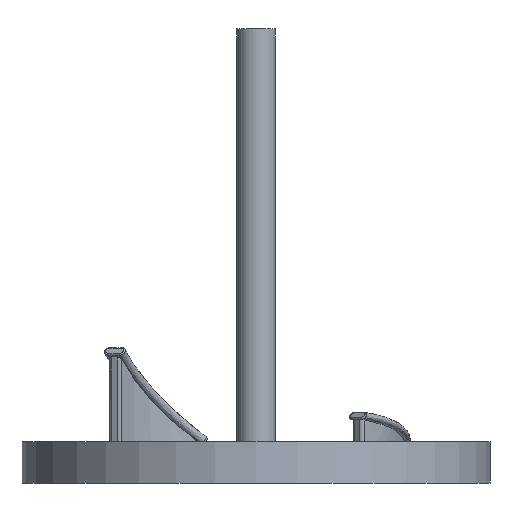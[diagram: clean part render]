
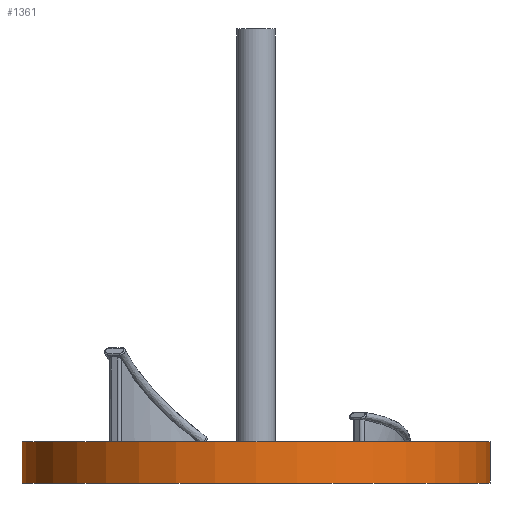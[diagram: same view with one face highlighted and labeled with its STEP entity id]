
A CAD part, front view. The second image highlights one B-rep face of the part: STEP entity #1361.
In plain terms, the highlighted cylindrical face has radius 18 mm (diameter 36 mm), a partial arc.
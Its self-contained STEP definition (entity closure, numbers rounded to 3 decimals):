
#46 = DIRECTION ( 'NONE',  ( 0., 0., 1. ) ) ;
#106 = DIRECTION ( 'NONE',  ( 1., 0., 0. ) ) ;
#111 = EDGE_CURVE ( 'NONE', #1747, #2078, #441, .T. ) ;
#210 = CARTESIAN_POINT ( 'NONE',  ( 18., 0., -3.175 ) ) ;
#359 = CIRCLE ( 'NONE', #1364, 18. ) ;
#424 = EDGE_CURVE ( 'NONE', #2078, #1234, #1261, .T. ) ;
#441 = LINE ( 'NONE', #450, #1677 ) ;
#450 = CARTESIAN_POINT ( 'NONE',  ( -18., 0., -3.175 ) ) ;
#563 = DIRECTION ( 'NONE',  ( 0., 0., 1. ) ) ;
#675 = DIRECTION ( 'NONE',  ( 1., 0., 0. ) ) ;
#682 = VECTOR ( 'NONE', #46, 1000. ) ;
#804 = CYLINDRICAL_SURFACE ( 'NONE', #2000, 18. ) ;
#846 = CARTESIAN_POINT ( 'NONE',  ( 18., 0., 0. ) ) ;
#950 = ORIENTED_EDGE ( 'NONE', *, *, #424, .F. ) ;
#1036 = EDGE_CURVE ( 'NONE', #1042, #1234, #1041, .T. ) ;
#1041 = LINE ( 'NONE', #210, #682 ) ;
#1042 = VERTEX_POINT ( 'NONE', #1714 ) ;
#1100 = DIRECTION ( 'NONE',  ( 0., 0., 1. ) ) ;
#1133 = DIRECTION ( 'NONE',  ( 0., 0., 1. ) ) ;
#1234 = VERTEX_POINT ( 'NONE', #846 ) ;
#1254 = ORIENTED_EDGE ( 'NONE', *, *, #111, .F. ) ;
#1256 = CARTESIAN_POINT ( 'NONE',  ( -18., 0., 0. ) ) ;
#1261 = CIRCLE ( 'NONE', #1996, 18. ) ;
#1304 = CARTESIAN_POINT ( 'NONE',  ( -18., 0., -3.175 ) ) ;
#1361 = ADVANCED_FACE ( 'NONE', ( #1913 ), #804, .T. ) ;
#1364 = AXIS2_PLACEMENT_3D ( 'NONE', #1802, #1989, #675 ) ;
#1386 = EDGE_LOOP ( 'NONE', ( #1254, #1676, #1418, #950 ) ) ;
#1418 = ORIENTED_EDGE ( 'NONE', *, *, #1036, .T. ) ;
#1420 = CARTESIAN_POINT ( 'NONE',  ( 0., 0., 0. ) ) ;
#1676 = ORIENTED_EDGE ( 'NONE', *, *, #2109, .T. ) ;
#1677 = VECTOR ( 'NONE', #1100, 1000. ) ;
#1714 = CARTESIAN_POINT ( 'NONE',  ( 18., 0., -3.175 ) ) ;
#1747 = VERTEX_POINT ( 'NONE', #1304 ) ;
#1776 = CARTESIAN_POINT ( 'NONE',  ( 0., 0., -3.175 ) ) ;
#1802 = CARTESIAN_POINT ( 'NONE',  ( 0., 0., -3.175 ) ) ;
#1901 = DIRECTION ( 'NONE',  ( 1., 0., 0. ) ) ;
#1913 = FACE_OUTER_BOUND ( 'NONE', #1386, .T. ) ;
#1989 = DIRECTION ( 'NONE',  ( 0., 0., 1. ) ) ;
#1996 = AXIS2_PLACEMENT_3D ( 'NONE', #1420, #563, #1901 ) ;
#2000 = AXIS2_PLACEMENT_3D ( 'NONE', #1776, #1133, #106 ) ;
#2078 = VERTEX_POINT ( 'NONE', #1256 ) ;
#2109 = EDGE_CURVE ( 'NONE', #1747, #1042, #359, .T. ) ;
